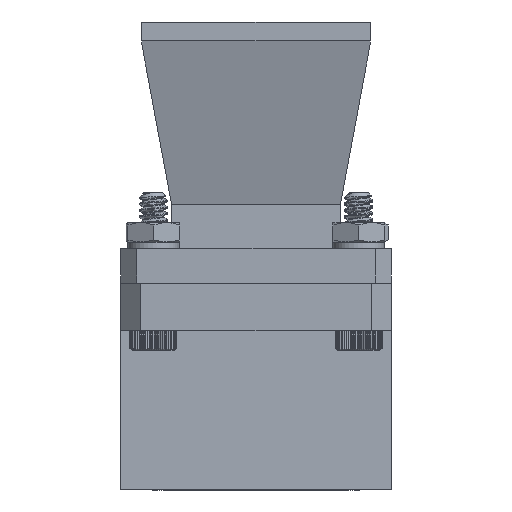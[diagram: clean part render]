
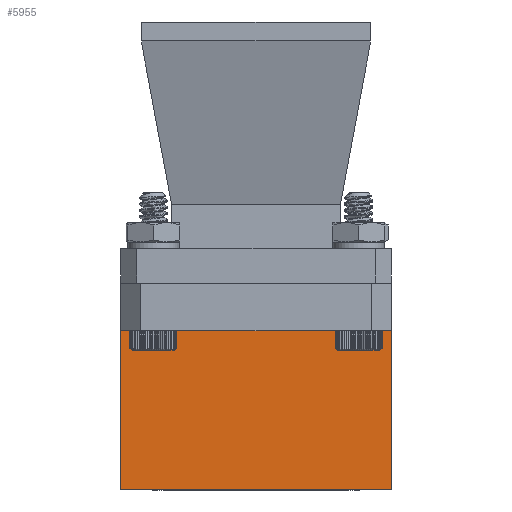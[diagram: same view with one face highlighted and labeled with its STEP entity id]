
A CAD part, front view. The second image highlights one B-rep face of the part: STEP entity #5955.
In plain terms, the highlighted planar face has unit normal (0, -1, 0).
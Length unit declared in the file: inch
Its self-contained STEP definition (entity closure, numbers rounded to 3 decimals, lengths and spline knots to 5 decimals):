
#731 = DIRECTION ( 'NONE',  ( 1., 0., 0. ) ) ;
#847 = DIRECTION ( 'NONE',  ( 0., 0., 1. ) ) ;
#1479 = EDGE_LOOP ( 'NONE', ( #3935, #2726, #6178, #15153 ) ) ;
#2625 = DIRECTION ( 'NONE',  ( 0., 1., 0. ) ) ;
#2726 = ORIENTED_EDGE ( 'NONE', *, *, #17935, .T. ) ;
#3935 = ORIENTED_EDGE ( 'NONE', *, *, #5530, .F. ) ;
#3975 = VERTEX_POINT ( 'NONE', #11342 ) ;
#3983 = CARTESIAN_POINT ( 'NONE',  ( -0.657, -0.33, -0.23 ) ) ;
#5269 = LINE ( 'NONE', #9879, #6877 ) ;
#5378 = LINE ( 'NONE', #11213, #8604 ) ;
#5530 = EDGE_CURVE ( 'NONE', #3975, #19601, #19497, .T. ) ;
#5558 = CARTESIAN_POINT ( 'NONE',  ( -0.657, -0.33, -0.23 ) ) ;
#5851 = CARTESIAN_POINT ( 'NONE',  ( 1.85517, -0.33, 0. ) ) ;
#5955 = ADVANCED_FACE ( 'NONE', ( #19661 ), #13575, .F. ) ;
#6178 = ORIENTED_EDGE ( 'NONE', *, *, #13916, .F. ) ;
#6429 = CARTESIAN_POINT ( 'NONE',  ( 0.657, -0.33, -1. ) ) ;
#6877 = VECTOR ( 'NONE', #9973, 39.37008 ) ;
#8604 = VECTOR ( 'NONE', #731, 39.37008 ) ;
#8893 = EDGE_CURVE ( 'NONE', #19601, #14682, #5378, .T. ) ;
#9879 = CARTESIAN_POINT ( 'NONE',  ( 1.85517, -0.33, -1. ) ) ;
#9973 = DIRECTION ( 'NONE',  ( 1., 0., 0. ) ) ;
#11213 = CARTESIAN_POINT ( 'NONE',  ( 1.85517, -0.33, -0.23 ) ) ;
#11342 = CARTESIAN_POINT ( 'NONE',  ( -0.657, -0.33, -1. ) ) ;
#11924 = DIRECTION ( 'NONE',  ( 0., 0., -1. ) ) ;
#13511 = CARTESIAN_POINT ( 'NONE',  ( 0.657, -0.33, -0.23 ) ) ;
#13575 = PLANE ( 'NONE',  #14319 ) ;
#13916 = EDGE_CURVE ( 'NONE', #14682, #18738, #19692, .T. ) ;
#14173 = CARTESIAN_POINT ( 'NONE',  ( 0.657, -0.33, -0.23 ) ) ;
#14319 = AXIS2_PLACEMENT_3D ( 'NONE', #5851, #2625, #16395 ) ;
#14682 = VERTEX_POINT ( 'NONE', #14173 ) ;
#15153 = ORIENTED_EDGE ( 'NONE', *, *, #8893, .F. ) ;
#15821 = VECTOR ( 'NONE', #11924, 39.37008 ) ;
#16395 = DIRECTION ( 'NONE',  ( 0., 0., 1. ) ) ;
#17935 = EDGE_CURVE ( 'NONE', #3975, #18738, #5269, .T. ) ;
#18202 = VECTOR ( 'NONE', #847, 39.37008 ) ;
#18738 = VERTEX_POINT ( 'NONE', #6429 ) ;
#19497 = LINE ( 'NONE', #3983, #18202 ) ;
#19601 = VERTEX_POINT ( 'NONE', #5558 ) ;
#19661 = FACE_OUTER_BOUND ( 'NONE', #1479, .T. ) ;
#19692 = LINE ( 'NONE', #13511, #15821 ) ;
